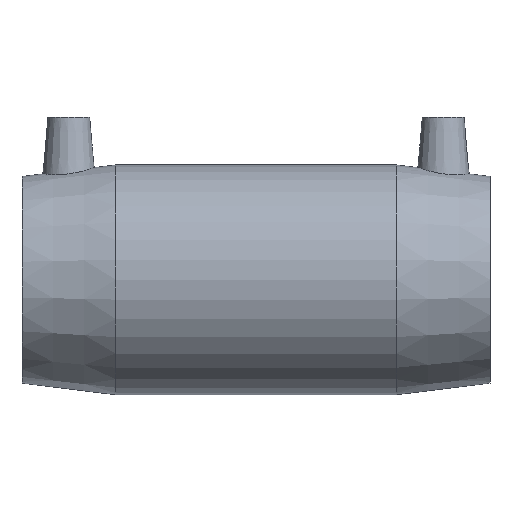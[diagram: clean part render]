
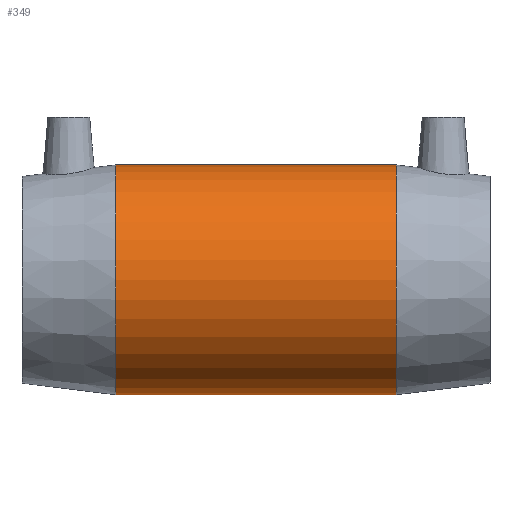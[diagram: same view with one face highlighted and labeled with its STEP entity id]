
A CAD part, top view. The second image highlights one B-rep face of the part: STEP entity #349.
In plain terms, the highlighted cylindrical face has radius 41 mm (diameter 82 mm), a full revolution.
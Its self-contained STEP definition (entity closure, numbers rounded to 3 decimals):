
#47=FACE_BOUND('',#155,.T.);
#48=FACE_BOUND('',#156,.T.);
#79=CIRCLE('',#395,41.);
#80=CIRCLE('',#396,41.);
#110=FACE_OUTER_BOUND('',#154,.T.);
#154=EDGE_LOOP('',(#286));
#155=EDGE_LOOP('',(#287));
#156=EDGE_LOOP('',(#288));
#191=B_SPLINE_CURVE_WITH_KNOTS('',3,(#613,#614,#615,#616,#617,#618,#619,
#620,#621,#622,#623,#624,#625,#626,#627,#628,#629,#630,#631,#632,#633,#634,
#635,#636,#637,#638,#639,#640,#641,#642,#643,#644,#645,#646,#647,#648,#649,
#650,#651,#652,#653,#654,#655,#656,#657,#658,#659,#660,#661,#662,#663,#664,
#665,#666,#667,#668,#669,#670,#671,#672,#673,#674,#675,#676,#677,#678),
 .UNSPECIFIED.,.T.,.F.,(4,2,2,2,2,2,2,2,2,2,2,2,2,2,2,2,2,2,2,2,2,2,2,2,
2,2,2,2,2,2,2,2,4),(0.,0.384,0.769,1.153,
1.538,1.921,2.305,2.688,3.072,
3.455,3.839,4.222,4.606,4.99,
5.375,5.759,6.143,6.528,6.912,
7.297,7.681,8.065,8.448,8.832,
9.215,9.599,9.982,10.366,10.749,
11.134,11.518,11.902,12.287),
 .UNSPECIFIED.);
#197=VERTEX_POINT('',#612);
#210=VERTEX_POINT('',#783);
#211=VERTEX_POINT('',#785);
#229=EDGE_CURVE('',#197,#197,#191,.T.);
#242=EDGE_CURVE('',#210,#210,#79,.T.);
#243=EDGE_CURVE('',#211,#211,#80,.T.);
#286=ORIENTED_EDGE('',*,*,#242,.F.);
#287=ORIENTED_EDGE('',*,*,#229,.T.);
#288=ORIENTED_EDGE('',*,*,#243,.T.);
#328=CYLINDRICAL_SURFACE('',#394,41.);
#349=ADVANCED_FACE('',(#110,#47,#48),#328,.T.);
#394=AXIS2_PLACEMENT_3D('',#782,#482,#483);
#395=AXIS2_PLACEMENT_3D('',#784,#484,#485);
#396=AXIS2_PLACEMENT_3D('',#786,#486,#487);
#482=DIRECTION('center_axis',(1.,0.,0.));
#483=DIRECTION('ref_axis',(0.,1.,0.));
#484=DIRECTION('center_axis',(1.,0.,0.));
#485=DIRECTION('ref_axis',(0.,0.,-1.));
#486=DIRECTION('center_axis',(1.,0.,0.));
#487=DIRECTION('ref_axis',(0.,0.,-1.));
#612=CARTESIAN_POINT('',(0.,-20.,-35.791));
#613=CARTESIAN_POINT('Ctrl Pts',(0.,-20.,-35.791));
#614=CARTESIAN_POINT('Ctrl Pts',(1.281,-20.,-35.791));
#615=CARTESIAN_POINT('Ctrl Pts',(2.598,-19.875,-35.862));
#616=CARTESIAN_POINT('Ctrl Pts',(5.2,-19.358,-36.144));
#617=CARTESIAN_POINT('Ctrl Pts',(6.486,-18.966,-36.354));
#618=CARTESIAN_POINT('Ctrl Pts',(8.941,-17.939,-36.872));
#619=CARTESIAN_POINT('Ctrl Pts',(10.113,-17.304,-37.178));
#620=CARTESIAN_POINT('Ctrl Pts',(12.275,-15.844,-37.823));
#621=CARTESIAN_POINT('Ctrl Pts',(13.265,-15.019,-38.161));
#622=CARTESIAN_POINT('Ctrl Pts',(15.017,-13.267,-38.805));
#623=CARTESIAN_POINT('Ctrl Pts',(15.842,-12.278,-39.135));
#624=CARTESIAN_POINT('Ctrl Pts',(17.303,-10.115,-39.748));
#625=CARTESIAN_POINT('Ctrl Pts',(17.939,-8.943,-40.032));
#626=CARTESIAN_POINT('Ctrl Pts',(18.966,-6.484,-40.503));
#627=CARTESIAN_POINT('Ctrl Pts',(19.359,-5.197,-40.69));
#628=CARTESIAN_POINT('Ctrl Pts',(19.875,-2.594,-40.939));
#629=CARTESIAN_POINT('Ctrl Pts',(20.,-1.278,-41.));
#630=CARTESIAN_POINT('Ctrl Pts',(20.,1.278,-41.));
#631=CARTESIAN_POINT('Ctrl Pts',(19.875,2.594,-40.939));
#632=CARTESIAN_POINT('Ctrl Pts',(19.359,5.197,-40.69));
#633=CARTESIAN_POINT('Ctrl Pts',(18.966,6.484,-40.503));
#634=CARTESIAN_POINT('Ctrl Pts',(17.939,8.943,-40.032));
#635=CARTESIAN_POINT('Ctrl Pts',(17.303,10.115,-39.748));
#636=CARTESIAN_POINT('Ctrl Pts',(15.842,12.278,-39.135));
#637=CARTESIAN_POINT('Ctrl Pts',(15.017,13.267,-38.805));
#638=CARTESIAN_POINT('Ctrl Pts',(13.265,15.019,-38.161));
#639=CARTESIAN_POINT('Ctrl Pts',(12.275,15.844,-37.823));
#640=CARTESIAN_POINT('Ctrl Pts',(10.113,17.304,-37.178));
#641=CARTESIAN_POINT('Ctrl Pts',(8.941,17.939,-36.872));
#642=CARTESIAN_POINT('Ctrl Pts',(6.486,18.966,-36.354));
#643=CARTESIAN_POINT('Ctrl Pts',(5.2,19.358,-36.144));
#644=CARTESIAN_POINT('Ctrl Pts',(2.598,19.875,-35.862));
#645=CARTESIAN_POINT('Ctrl Pts',(1.281,20.,-35.791));
#646=CARTESIAN_POINT('Ctrl Pts',(-1.281,20.,-35.791));
#647=CARTESIAN_POINT('Ctrl Pts',(-2.598,19.875,-35.862));
#648=CARTESIAN_POINT('Ctrl Pts',(-5.2,19.358,-36.144));
#649=CARTESIAN_POINT('Ctrl Pts',(-6.486,18.966,-36.354));
#650=CARTESIAN_POINT('Ctrl Pts',(-8.941,17.939,-36.872));
#651=CARTESIAN_POINT('Ctrl Pts',(-10.113,17.304,-37.178));
#652=CARTESIAN_POINT('Ctrl Pts',(-12.275,15.844,-37.823));
#653=CARTESIAN_POINT('Ctrl Pts',(-13.265,15.019,-38.161));
#654=CARTESIAN_POINT('Ctrl Pts',(-15.017,13.267,-38.805));
#655=CARTESIAN_POINT('Ctrl Pts',(-15.842,12.278,-39.135));
#656=CARTESIAN_POINT('Ctrl Pts',(-17.303,10.115,-39.748));
#657=CARTESIAN_POINT('Ctrl Pts',(-17.939,8.943,-40.032));
#658=CARTESIAN_POINT('Ctrl Pts',(-18.966,6.484,-40.503));
#659=CARTESIAN_POINT('Ctrl Pts',(-19.359,5.197,-40.69));
#660=CARTESIAN_POINT('Ctrl Pts',(-19.875,2.594,-40.939));
#661=CARTESIAN_POINT('Ctrl Pts',(-20.,1.278,-41.));
#662=CARTESIAN_POINT('Ctrl Pts',(-20.,-1.278,-41.));
#663=CARTESIAN_POINT('Ctrl Pts',(-19.875,-2.594,-40.939));
#664=CARTESIAN_POINT('Ctrl Pts',(-19.359,-5.197,-40.69));
#665=CARTESIAN_POINT('Ctrl Pts',(-18.966,-6.484,-40.503));
#666=CARTESIAN_POINT('Ctrl Pts',(-17.939,-8.943,-40.032));
#667=CARTESIAN_POINT('Ctrl Pts',(-17.303,-10.115,-39.748));
#668=CARTESIAN_POINT('Ctrl Pts',(-15.842,-12.278,-39.135));
#669=CARTESIAN_POINT('Ctrl Pts',(-15.017,-13.267,-38.805));
#670=CARTESIAN_POINT('Ctrl Pts',(-13.265,-15.019,-38.161));
#671=CARTESIAN_POINT('Ctrl Pts',(-12.275,-15.844,-37.823));
#672=CARTESIAN_POINT('Ctrl Pts',(-10.113,-17.304,-37.178));
#673=CARTESIAN_POINT('Ctrl Pts',(-8.941,-17.939,-36.872));
#674=CARTESIAN_POINT('Ctrl Pts',(-6.486,-18.966,-36.354));
#675=CARTESIAN_POINT('Ctrl Pts',(-5.2,-19.358,-36.144));
#676=CARTESIAN_POINT('Ctrl Pts',(-2.598,-19.875,-35.862));
#677=CARTESIAN_POINT('Ctrl Pts',(-1.281,-20.,-35.791));
#678=CARTESIAN_POINT('Ctrl Pts',(0.,-20.,-35.791));
#782=CARTESIAN_POINT('Origin',(0.,0.,0.));
#783=CARTESIAN_POINT('',(50.1,41.,0.));
#784=CARTESIAN_POINT('Origin',(50.1,0.,0.));
#785=CARTESIAN_POINT('',(-50.1,41.,0.));
#786=CARTESIAN_POINT('Origin',(-50.1,0.,0.));
